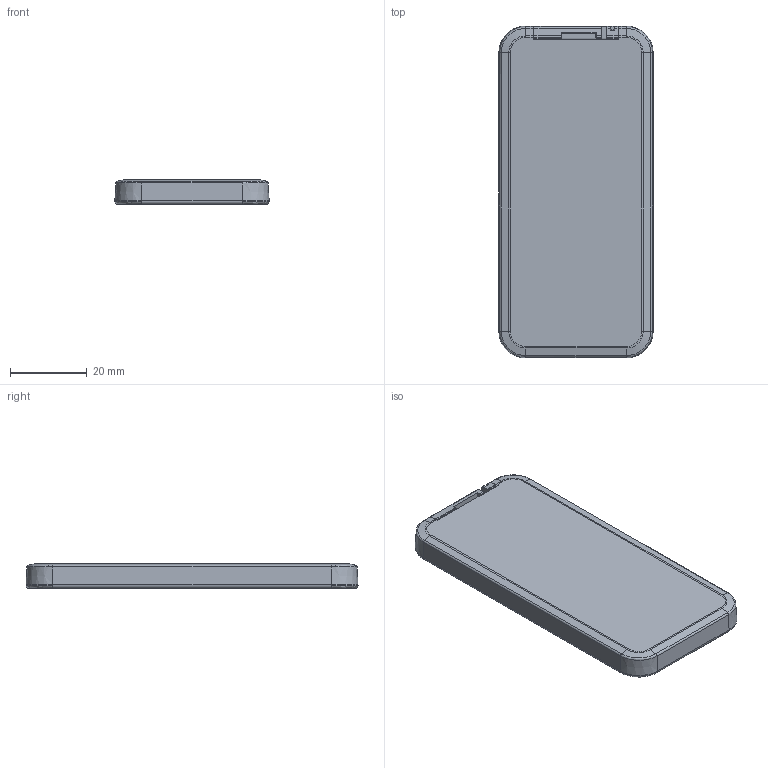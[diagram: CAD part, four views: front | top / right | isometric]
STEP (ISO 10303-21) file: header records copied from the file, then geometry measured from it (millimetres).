
FILE_DESCRIPTION (( 'STEP AP203' ), '1' );
FILE_NAME ('RF ECO+.STEP', '2017-08-03T04:57:27', ( 'admin' ), ( 'Hewlett-Packard Company' ), 'SwSTEP 2.0', 'SolidWorks 2016', '' );
FILE_SCHEMA (( 'CONFIG_CONTROL_DESIGN' ));
Length unit declared in the file: millimetre
Products named in the file (1): RF ECO+
Bounding box: 40.2 x 86.5 x 6.5 mm (x, y, z)
Volume: 20985.3 mm3; surface area: 8740.5 mm2
Topology: 1 solids, 2 shells, 146 faces, 353 edges, 218 vertices
Faces by surface type: plane 65, cylinder 33, torus 20, bspline 20, cone 8
Entity records: 4786 total; most frequent: CARTESIAN_POINT 1501, ORIENTED_EDGE 698, DIRECTION 632, EDGE_CURVE 349, AXIS2_PLACEMENT_3D 237, VERTEX_POINT 218, LINE 158, VECTOR 158
